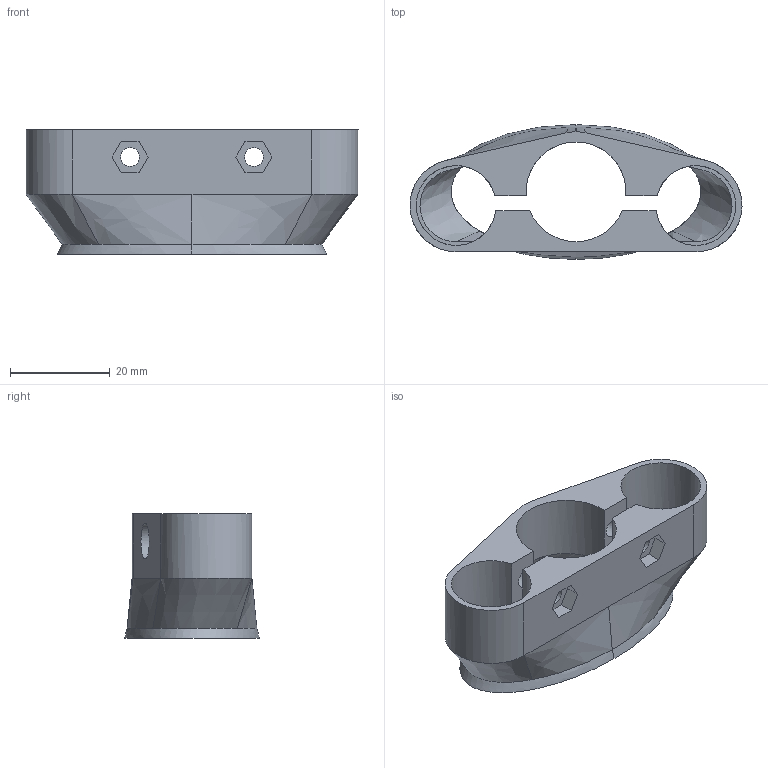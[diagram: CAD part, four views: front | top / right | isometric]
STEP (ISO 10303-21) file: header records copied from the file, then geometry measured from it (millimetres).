
FILE_DESCRIPTION(/* description */ (''),/* implementation_level */ '2;1');
FILE_NAME(/* name */ 'G004166_Cycl_acopleAspirador.stp',/* time_stamp */ '2015-09-04T18:34:45+02:00',/* author */ ('jnazabal'),/* organization */ (''),/* preprocessor_version */ 'ST-DEVELOPER v15.6',/* originating_system */ 'Autodesk Inventor 2015',/* authorisation */ '');
FILE_SCHEMA (('AUTOMOTIVE_DESIGN { 1 0 10303 214 3 1 1 }'));
Length unit declared in the file: millimetre
Products named in the file (1): G004166_Cycl_acopleAspirador
Bounding box: 66.49 x 27 x 25 mm (x, y, z)
Volume: 8486.3 mm3; surface area: 9211.8 mm2
Topology: 1 solids, 1 shells, 76 faces, 186 edges, 116 vertices
Faces by surface type: plane 35, bspline 28, cylinder 13
Full cylindrical faces by diameter (mm): 3.75 x4, 7.2 x2
Entity records: 3620 total; most frequent: CARTESIAN_POINT 1882, ORIENTED_EDGE 356, DIRECTION 329, EDGE_CURVE 178, AXIS2_PLACEMENT_3D 118, VERTEX_POINT 114, EDGE_LOOP 96, LINE 93
